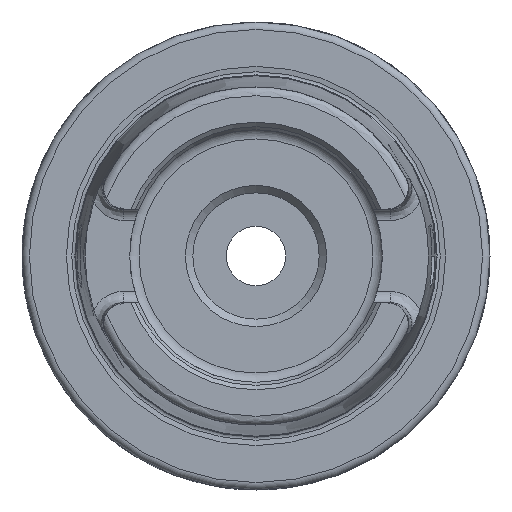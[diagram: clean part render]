
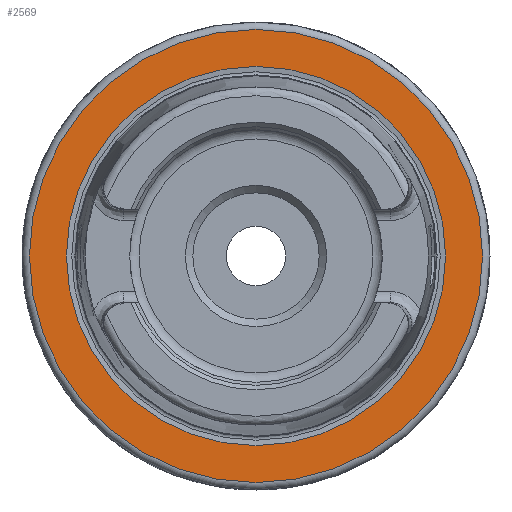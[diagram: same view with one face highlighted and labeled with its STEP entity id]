
A CAD part, left-side view. The second image highlights one B-rep face of the part: STEP entity #2569.
In plain terms, the highlighted planar face has unit normal (-1, 0, 0).
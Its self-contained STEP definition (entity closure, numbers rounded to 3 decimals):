
#127=PLANE('',#2869);
#260=FACE_OUTER_BOUND('',#611,.T.);
#418=CIRCLE('',#2867,25.521);
#419=CIRCLE('',#2868,25.521);
#420=CIRCLE('',#2870,30.5);
#421=CIRCLE('',#2871,30.5);
#463=FACE_BOUND('',#612,.T.);
#611=EDGE_LOOP('',(#2403,#2404));
#612=EDGE_LOOP('',(#2405,#2406));
#1207=VERTEX_POINT('',#6148);
#1208=VERTEX_POINT('',#6150);
#1209=VERTEX_POINT('',#6154);
#1210=VERTEX_POINT('',#6155);
#1607=EDGE_CURVE('',#1208,#1207,#418,.T.);
#1608=EDGE_CURVE('',#1207,#1208,#419,.T.);
#1609=EDGE_CURVE('',#1209,#1210,#420,.T.);
#1610=EDGE_CURVE('',#1210,#1209,#421,.T.);
#2403=ORIENTED_EDGE('',*,*,#1609,.F.);
#2404=ORIENTED_EDGE('',*,*,#1610,.F.);
#2405=ORIENTED_EDGE('',*,*,#1607,.T.);
#2406=ORIENTED_EDGE('',*,*,#1608,.T.);
#2569=ADVANCED_FACE('',(#260,#463),#127,.T.);
#2867=AXIS2_PLACEMENT_3D('',#6151,#3535,#3536);
#2868=AXIS2_PLACEMENT_3D('',#6152,#3537,#3538);
#2869=AXIS2_PLACEMENT_3D('',#6153,#3539,#3540);
#2870=AXIS2_PLACEMENT_3D('',#6156,#3541,#3542);
#2871=AXIS2_PLACEMENT_3D('',#6157,#3543,#3544);
#3535=DIRECTION('center_axis',(1.,0.,0.));
#3536=DIRECTION('ref_axis',(0.,0.,-1.));
#3537=DIRECTION('center_axis',(1.,0.,0.));
#3538=DIRECTION('ref_axis',(0.,0.,-1.));
#3539=DIRECTION('center_axis',(-1.,0.,0.));
#3540=DIRECTION('ref_axis',(0.,0.,1.));
#3541=DIRECTION('center_axis',(1.,0.,0.));
#3542=DIRECTION('ref_axis',(0.,0.,-1.));
#3543=DIRECTION('center_axis',(1.,0.,0.));
#3544=DIRECTION('ref_axis',(0.,0.,-1.));
#6148=CARTESIAN_POINT('',(0.,-25.521,0.));
#6150=CARTESIAN_POINT('',(0.,25.521,0.));
#6151=CARTESIAN_POINT('Origin',(0.,0.,
0.));
#6152=CARTESIAN_POINT('Origin',(0.,0.,
0.));
#6153=CARTESIAN_POINT('Origin',(0.,30.5,0.));
#6154=CARTESIAN_POINT('',(0.,30.5,0.));
#6155=CARTESIAN_POINT('',(0.,0.,30.5));
#6156=CARTESIAN_POINT('Origin',(0.,0.,
0.));
#6157=CARTESIAN_POINT('Origin',(0.,0.,
0.));
